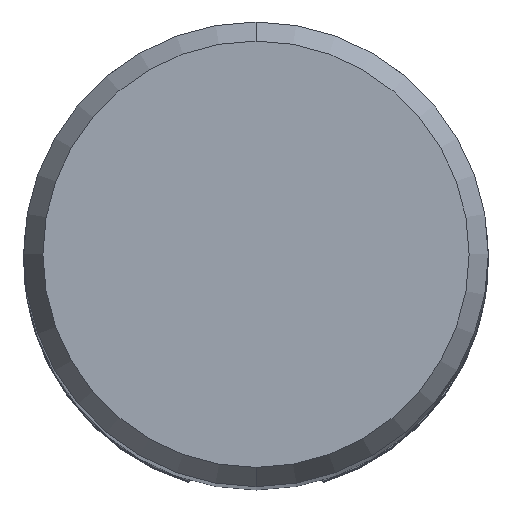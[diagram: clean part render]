
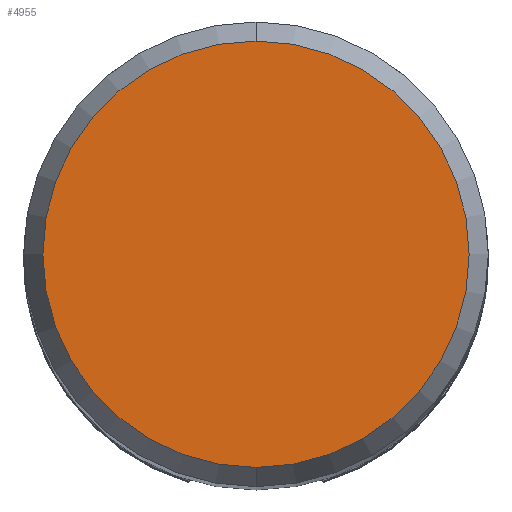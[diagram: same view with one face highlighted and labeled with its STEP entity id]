
A CAD part, top view. The second image highlights one B-rep face of the part: STEP entity #4955.
In plain terms, the highlighted planar face has unit normal (0, 0, 1).
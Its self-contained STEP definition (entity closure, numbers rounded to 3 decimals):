
#2041=VERTEX_POINT('',#5822);
#2695=VERTEX_POINT('',#6541);
#3293=EDGE_CURVE('',#2041,#2695,#7197,.T.);
#4513=EDGE_CURVE('',#2695,#2041,#8528,.T.);
#4955=ADVANCED_FACE('',(#9009),#9010,.T.);
#5822=CARTESIAN_POINT('',(0.0,6.423,0.0));
#6541=CARTESIAN_POINT('',(0.,-6.423,0.0));
#7197=CIRCLE('',#12424,6.423);
#8528=CIRCLE('',#14825,6.423);
#9009=FACE_OUTER_BOUND('',#15629,.T.);
#9010=PLANE('',#15630);
#12424=AXIS2_PLACEMENT_3D('',#18801,#18802,#18803);
#14825=AXIS2_PLACEMENT_3D('',#20363,#20364,#20365);
#15629=EDGE_LOOP('',(#20866,#20867));
#15630=AXIS2_PLACEMENT_3D('',#20868,#20869,#20870);
#18801=CARTESIAN_POINT('',(0.0,0.0,0.0));
#18802=DIRECTION('',(0.0,0.0,-1.0));
#18803=DIRECTION('',(0.0,1.0,0.0));
#20363=CARTESIAN_POINT('',(0.0,0.0,0.0));
#20364=DIRECTION('',(0.0,0.0,-1.0));
#20365=DIRECTION('',(0.0,1.0,0.0));
#20866=ORIENTED_EDGE('',*,*,#3293,.F.);
#20867=ORIENTED_EDGE('',*,*,#4513,.F.);
#20868=CARTESIAN_POINT('',(0.0,3.211,0.0));
#20869=DIRECTION('',(-0.0,0.0,1.0));
#20870=DIRECTION('',(0.0,-1.0,0.0));
